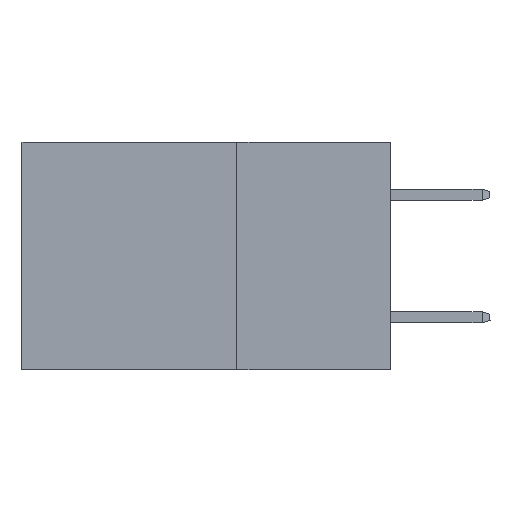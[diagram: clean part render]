
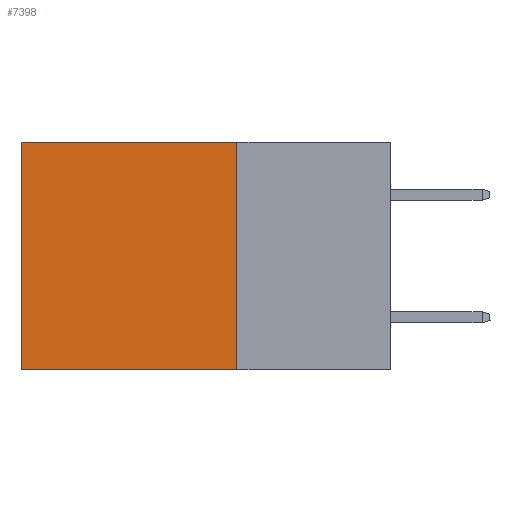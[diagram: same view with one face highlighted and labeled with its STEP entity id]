
A CAD part, left-side view. The second image highlights one B-rep face of the part: STEP entity #7398.
In plain terms, the highlighted planar face has unit normal (-1, 0, 0).
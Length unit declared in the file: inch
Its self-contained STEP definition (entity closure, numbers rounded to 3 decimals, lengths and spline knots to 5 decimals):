
#164 = CARTESIAN_POINT ( 'NONE',  ( 0.2875, 0.6, -0.37 ) ) ;
#2071 = PLANE ( 'NONE',  #12498 ) ;
#3032 = ORIENTED_EDGE ( 'NONE', *, *, #11252, .F. ) ;
#4206 = VERTEX_POINT ( 'NONE', #164 ) ;
#5204 = VECTOR ( 'NONE', #7978, 39.37008 ) ;
#5668 = CARTESIAN_POINT ( 'NONE',  ( 0.2875, 0.25, 0. ) ) ;
#5777 = LINE ( 'NONE', #6208, #5204 ) ;
#6208 = CARTESIAN_POINT ( 'NONE',  ( 0.2875, 0.6, 0. ) ) ;
#7103 = ORIENTED_EDGE ( 'NONE', *, *, #13338, .T. ) ;
#7398 = ADVANCED_FACE ( 'NONE', ( #10220 ), #2071, .F. ) ;
#7978 = DIRECTION ( 'NONE',  ( 0., 0., -1. ) ) ;
#9206 = DIRECTION ( 'NONE',  ( 1., 0., 0. ) ) ;
#9550 = DIRECTION ( 'NONE',  ( 0., 1., 0. ) ) ;
#9702 = CARTESIAN_POINT ( 'NONE',  ( 0.2875, 0.25, 0. ) ) ;
#10117 = VERTEX_POINT ( 'NONE', #9702 ) ;
#10220 = FACE_OUTER_BOUND ( 'NONE', #15699, .T. ) ;
#11252 = EDGE_CURVE ( 'NONE', #15343, #4206, #20819, .T. ) ;
#11490 = CARTESIAN_POINT ( 'NONE',  ( 0.2875, 0.25, 0. ) ) ;
#12316 = LINE ( 'NONE', #11490, #17609 ) ;
#12487 = VERTEX_POINT ( 'NONE', #20066 ) ;
#12498 = AXIS2_PLACEMENT_3D ( 'NONE', #5668, #9206, #21578 ) ;
#13338 = EDGE_CURVE ( 'NONE', #12487, #4206, #5777, .T. ) ;
#14896 = CARTESIAN_POINT ( 'NONE',  ( 0.2875, 0.25, -0.37 ) ) ;
#15041 = DIRECTION ( 'NONE',  ( 0., 0., -1. ) ) ;
#15343 = VERTEX_POINT ( 'NONE', #20905 ) ;
#15541 = VECTOR ( 'NONE', #9550, 39.37008 ) ;
#15699 = EDGE_LOOP ( 'NONE', ( #7103, #3032, #16631, #20199 ) ) ;
#16084 = VECTOR ( 'NONE', #16702, 39.37008 ) ;
#16631 = ORIENTED_EDGE ( 'NONE', *, *, #21120, .F. ) ;
#16702 = DIRECTION ( 'NONE',  ( 0., 1., 0. ) ) ;
#17609 = VECTOR ( 'NONE', #15041, 39.37008 ) ;
#18367 = CARTESIAN_POINT ( 'NONE',  ( 0.2875, 0.25, 0. ) ) ;
#19708 = LINE ( 'NONE', #18367, #15541 ) ;
#19877 = EDGE_CURVE ( 'NONE', #10117, #12487, #19708, .T. ) ;
#20066 = CARTESIAN_POINT ( 'NONE',  ( 0.2875, 0.6, 0. ) ) ;
#20199 = ORIENTED_EDGE ( 'NONE', *, *, #19877, .T. ) ;
#20819 = LINE ( 'NONE', #14896, #16084 ) ;
#20905 = CARTESIAN_POINT ( 'NONE',  ( 0.2875, 0.25, -0.37 ) ) ;
#21120 = EDGE_CURVE ( 'NONE', #10117, #15343, #12316, .T. ) ;
#21578 = DIRECTION ( 'NONE',  ( 0., 0., -1. ) ) ;
